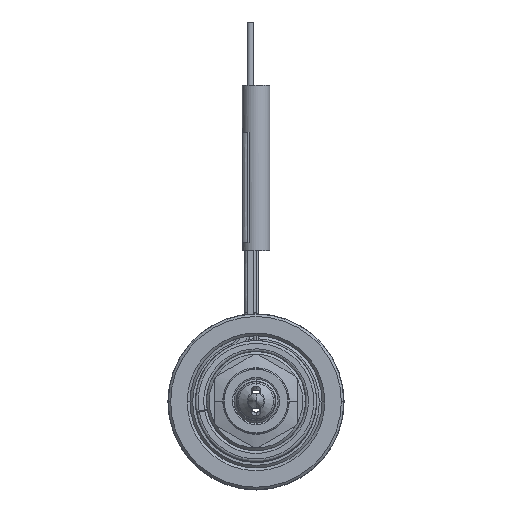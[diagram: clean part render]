
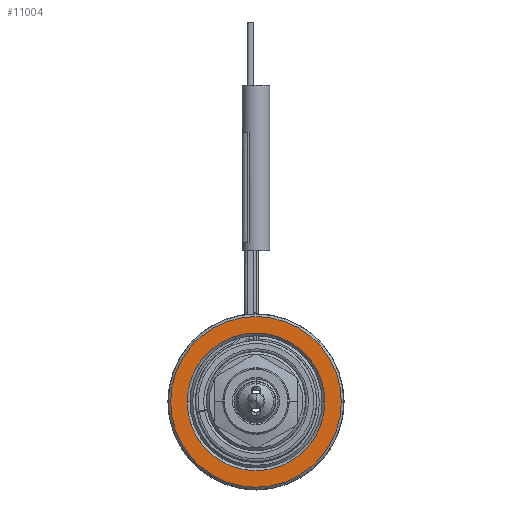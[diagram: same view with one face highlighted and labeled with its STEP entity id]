
A CAD part, top view. The second image highlights one B-rep face of the part: STEP entity #11004.
In plain terms, the highlighted planar face has unit normal (0, 0, 1).
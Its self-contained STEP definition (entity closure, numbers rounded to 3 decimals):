
#3043=CARTESIAN_POINT('',(0.,0.,25.));
#3044=DIRECTION('',(0.,0.,-1.));
#3045=DIRECTION('',(-1.,0.,0.));
#3046=AXIS2_PLACEMENT_3D('',#3043,#3044,#3045);
#3057=CARTESIAN_POINT('',(0.,0.,25.));
#3058=DIRECTION('',(0.,0.,-1.));
#3059=DIRECTION('',(1.,0.,0.));
#3060=AXIS2_PLACEMENT_3D('',#3057,#3058,#3059);
#3071=CARTESIAN_POINT('',(0.,0.,
25.));
#3072=DIRECTION('',(0.,0.,-1.));
#3073=DIRECTION('',(1.,0.,0.));
#3074=AXIS2_PLACEMENT_3D('',#3071,#3072,#3073);
#3085=CARTESIAN_POINT('',(0.,0.,25.));
#3086=DIRECTION('',(0.,0.,-1.));
#3087=DIRECTION('',(-1.,0.,0.));
#3088=AXIS2_PLACEMENT_3D('',#3085,#3086,#3087);
#6739=CARTESIAN_POINT('',(15.5,0.,25.));
#6740=CARTESIAN_POINT('',(-15.5,0.,
25.));
#6741=VERTEX_POINT('',#6739);
#6742=VERTEX_POINT('',#6740);
#6743=CARTESIAN_POINT('',(12.5,0.,25.));
#6744=CARTESIAN_POINT('',(-12.5,0.,25.));
#6745=VERTEX_POINT('',#6743);
#6746=VERTEX_POINT('',#6744);
#10989=CARTESIAN_POINT('',(0.,0.,25.));
#10990=DIRECTION('',(0.,0.,1.));
#10991=DIRECTION('',(-1.,0.,0.));
#10992=AXIS2_PLACEMENT_3D('',#10989,#10990,#10991);
#10993=PLANE('',#10992);
#10994=ORIENTED_EDGE('',*,*,#10971,.T.);
#10995=ORIENTED_EDGE('',*,*,#10956,.T.);
#10996=EDGE_LOOP('',(#10994,#10995));
#10997=FACE_OUTER_BOUND('',#10996,.F.);
#10999=ORIENTED_EDGE('',*,*,#10998,.F.);
#11001=ORIENTED_EDGE('',*,*,#11000,.F.);
#11002=EDGE_LOOP('',(#10999,#11001));
#11003=FACE_BOUND('',#11002,.F.);
#3047=CIRCLE('',#3046,15.5);
#3061=CIRCLE('',#3060,15.5);
#3075=CIRCLE('',#3074,12.5);
#3089=CIRCLE('',#3088,12.5);
#10956=EDGE_CURVE('',#6742,#6741,#3047,.T.);
#10971=EDGE_CURVE('',#6741,#6742,#3061,.T.);
#10998=EDGE_CURVE('',#6745,#6746,#3075,.T.);
#11000=EDGE_CURVE('',#6746,#6745,#3089,.T.);
#11004=ADVANCED_FACE('',(#10997,#11003),#10993,.T.);
